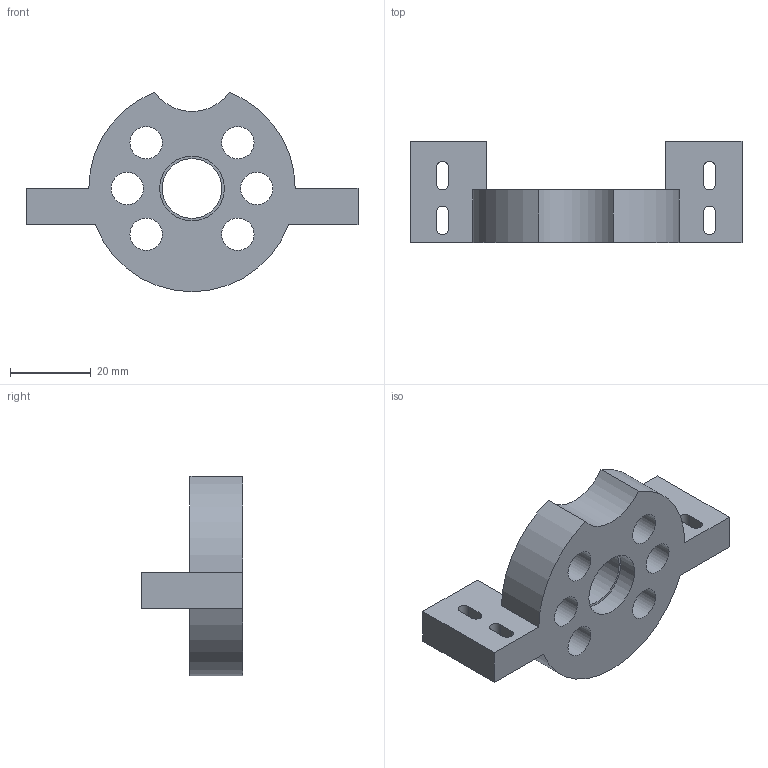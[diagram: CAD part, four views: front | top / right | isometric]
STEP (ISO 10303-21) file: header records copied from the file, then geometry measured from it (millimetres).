
FILE_DESCRIPTION(/* description */ (''),/* implementation_level */ '2;1');
FILE_NAME(/* name */ 'Support moteur partie B usinage v4.step',/* time_stamp */ '2019-05-02T14:27:48+02:00',/* author */ (''),/* organization */ (''),/* preprocessor_version */ 'ST-DEVELOPER v18',/* originating_system */ 'Autodesk Translation Framework v8.2.0.1029',/* authorisation */ '');
FILE_SCHEMA (('AUTOMOTIVE_DESIGN { 1 0 10303 214 3 1 1 }'));
Length unit declared in the file: millimetre
Products named in the file (1): Support moteur partie B usinage
Bounding box: 82 x 25 x 49.27 mm (x, y, z)
Volume: 26353 mm3; surface area: 10951.5 mm2
Topology: 1 solids, 1 shells, 116 faces, 322 edges, 215 vertices
Faces by surface type: plane 49, bspline 47, cylinder 20
Full cylindrical faces by diameter (mm): 8 x6, 14.75 x1, 16 x1
Entity records: 4222 total; most frequent: CARTESIAN_POINT 1453, ORIENTED_EDGE 644, DIRECTION 409, EDGE_CURVE 322, VERTEX_POINT 215, LINE 187, VECTOR 187, EDGE_LOOP 145
